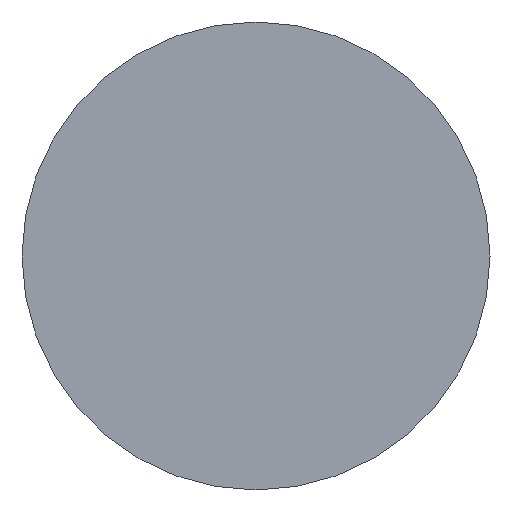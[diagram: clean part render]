
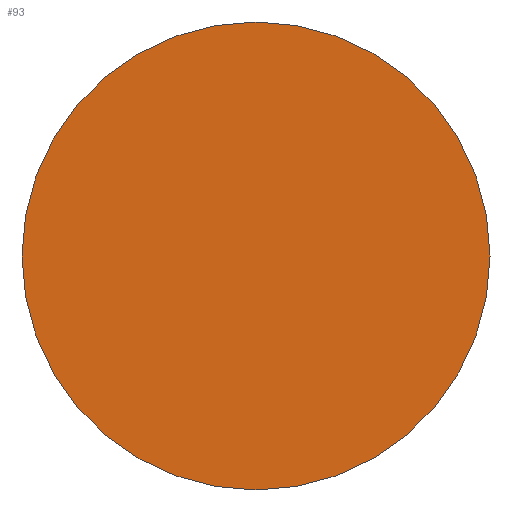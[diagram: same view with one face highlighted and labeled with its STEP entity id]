
A CAD part, front view. The second image highlights one B-rep face of the part: STEP entity #93.
In plain terms, the highlighted planar face has unit normal (0, -1, 0).
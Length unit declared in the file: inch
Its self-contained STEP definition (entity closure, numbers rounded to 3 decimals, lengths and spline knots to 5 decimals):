
#2 = CARTESIAN_POINT ( 'NONE',  ( 0., 0., 0. ) ) ;
#30 = DIRECTION ( 'NONE',  ( 0., -1., 0. ) ) ;
#33 = CIRCLE ( 'NONE', #126, 0.125 ) ;
#57 = AXIS2_PLACEMENT_3D ( 'NONE', #2, #248, #147 ) ;
#93 = ADVANCED_FACE ( 'NONE', ( #275 ), #182, .T. ) ;
#98 = DIRECTION ( 'NONE',  ( 0., 0., -1. ) ) ;
#120 = AXIS2_PLACEMENT_3D ( 'NONE', #381, #30, #98 ) ;
#126 = AXIS2_PLACEMENT_3D ( 'NONE', #424, #361, #293 ) ;
#137 = ORIENTED_EDGE ( 'NONE', *, *, #435, .T. ) ;
#140 = VERTEX_POINT ( 'NONE', #423 ) ;
#147 = DIRECTION ( 'NONE',  ( 0., 0., -1. ) ) ;
#182 = PLANE ( 'NONE',  #120 ) ;
#194 = EDGE_LOOP ( 'NONE', ( #137, #256 ) ) ;
#248 = DIRECTION ( 'NONE',  ( 0., -1., 0. ) ) ;
#256 = ORIENTED_EDGE ( 'NONE', *, *, #380, .T. ) ;
#275 = FACE_OUTER_BOUND ( 'NONE', #194, .T. ) ;
#276 = VERTEX_POINT ( 'NONE', #345 ) ;
#293 = DIRECTION ( 'NONE',  ( 0., 0., -1. ) ) ;
#298 = CIRCLE ( 'NONE', #57, 0.125 ) ;
#345 = CARTESIAN_POINT ( 'NONE',  ( 0., 0., 0.125 ) ) ;
#361 = DIRECTION ( 'NONE',  ( 0., -1., 0. ) ) ;
#380 = EDGE_CURVE ( 'NONE', #276, #140, #33, .T. ) ;
#381 = CARTESIAN_POINT ( 'NONE',  ( 0., 0., 0. ) ) ;
#423 = CARTESIAN_POINT ( 'NONE',  ( 0., 0., -0.125 ) ) ;
#424 = CARTESIAN_POINT ( 'NONE',  ( 0., 0., 0. ) ) ;
#435 = EDGE_CURVE ( 'NONE', #140, #276, #298, .T. ) ;
